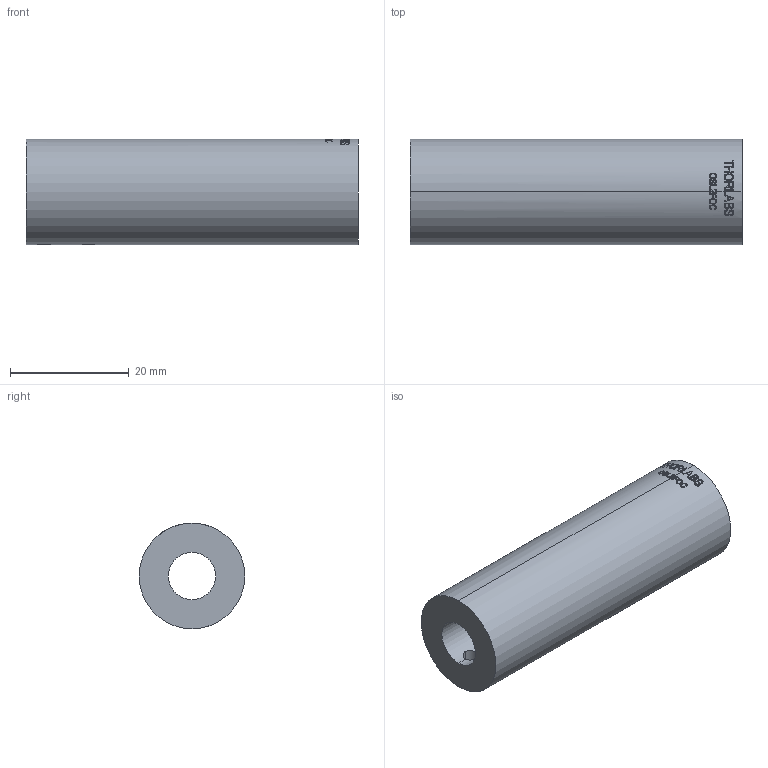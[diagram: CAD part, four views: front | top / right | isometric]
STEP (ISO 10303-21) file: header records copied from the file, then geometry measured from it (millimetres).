
FILE_DESCRIPTION (( 'STEP AP203' ), '1' );
FILE_NAME ('OSL2FOC.STEP', '2013-12-27T04:54:51', ( '' ), ( '' ), 'SwSTEP 2.0', 'SolidWorks 2012', '' );
FILE_SCHEMA (( 'CONFIG_CONTROL_DESIGN' ));
Length unit declared in the file: millimetre
Products named in the file (1): OSL2FOC
Bounding box: 56 x 17.8 x 17.8 mm (x, y, z)
Volume: 7568.8 mm3; surface area: 5760.9 mm2
Topology: 1 solids, 1 shells, 223 faces, 609 edges, 406 vertices
Faces by surface type: bspline 111, plane 72, cylinder 40
Entity records: 16258 total; most frequent: CARTESIAN_POINT 11472, ORIENTED_EDGE 1218, EDGE_CURVE 609, DIRECTION 570, VERTEX_POINT 406, B_SPLINE_CURVE_WITH_KNOTS 369, EDGE_LOOP 247, ADVANCED_FACE 223
